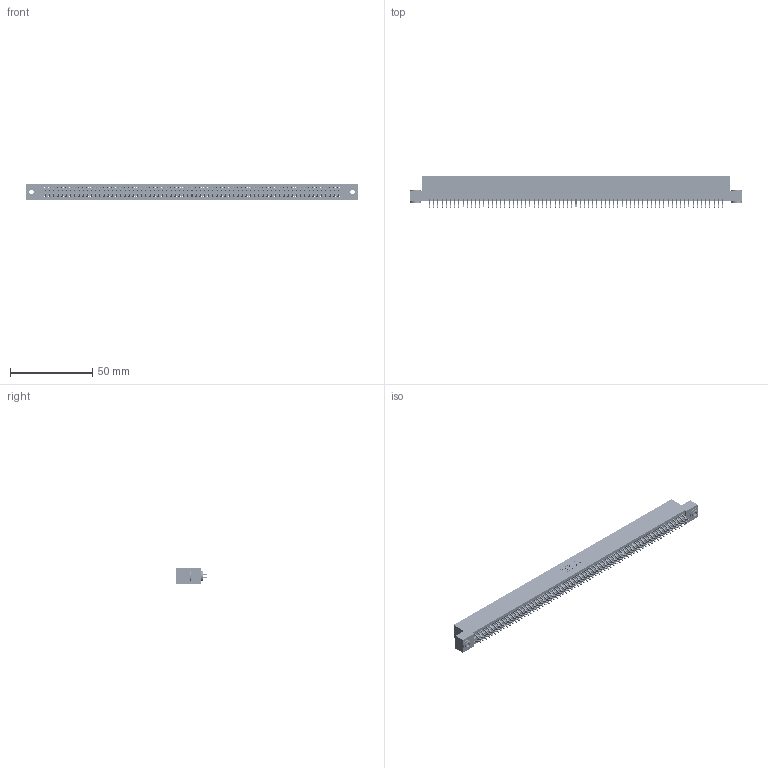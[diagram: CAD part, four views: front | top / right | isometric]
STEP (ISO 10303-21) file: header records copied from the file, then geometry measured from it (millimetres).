
FILE_DESCRIPTION (( 'STEP AP203' ), '1' );
FILE_NAME ('345-142-556-203.STEP', '2018-10-22T13:33:17', ( '' ), ( '' ), 'SwSTEP 2.0', 'SolidWorks 2016', '' );
FILE_SCHEMA (( 'CONFIG_CONTROL_DESIGN' ));
Length unit declared in the file: inch
Products named in the file (4): 345-292-001_556 Tail; 345-142-556-203; 345-250-002_345-250-002-102; 345 Part_Flush Mounting Lugs - 0.156 Dia-TH
Assembly tree (145 placements, depth 2):
  345-142-556-203
    345 Part_Flush Mounting Lugs - 0.156 Dia-TH
    345-292-001_556 Tail  x142
    345-250-002_345-250-002-102  x2
Bounding box: 201.55 x 19.24 x 9.4 mm (x, y, z)
Volume: 19861.6 mm3; surface area: 30001.1 mm2
Topology: 145 solids, 145 shells, 8116 faces, 24131 edges, 15894 vertices
Faces by surface type: plane 5344, cylinder 2764, cone 8
Entity records: 52674 total; most frequent: CARTESIAN_POINT 8791, ORIENTED_EDGE 8706, DIRECTION 7735, EDGE_CURVE 4353, LINE 3905, VECTOR 3905, VERTEX_POINT 2898, AXIS2_PLACEMENT_3D 1915
